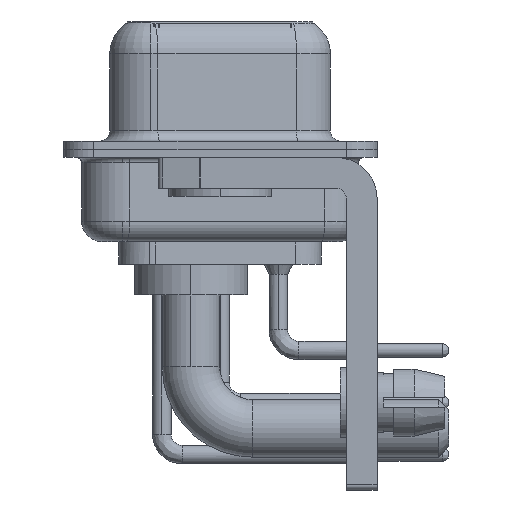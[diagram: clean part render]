
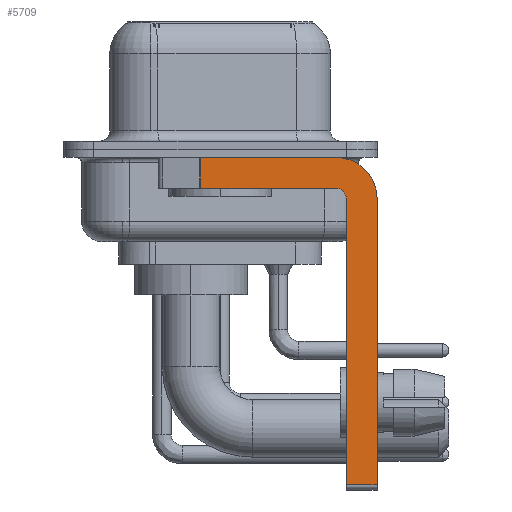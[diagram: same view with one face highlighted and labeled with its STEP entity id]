
A CAD part, left-side view. The second image highlights one B-rep face of the part: STEP entity #5709.
In plain terms, the highlighted planar face has unit normal (-1, 0, 0).
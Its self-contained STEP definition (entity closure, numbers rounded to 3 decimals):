
#57 = CARTESIAN_POINT ( 'NONE',  ( -2.9, -5.65, -16.35 ) ) ;
#1738 = AXIS2_PLACEMENT_3D ( 'NONE', #7026, #26269, #23097 ) ;
#1949 = EDGE_LOOP ( 'NONE', ( #23104, #7077, #26216, #26545, #2151, #7363, #29350, #8838 ) ) ;
#2151 = ORIENTED_EDGE ( 'NONE', *, *, #34554, .F. ) ;
#2454 = VERTEX_POINT ( 'NONE', #23511 ) ;
#2664 = CARTESIAN_POINT ( 'NONE',  ( -2.9, 0.978, -1.9 ) ) ;
#3231 = DIRECTION ( 'NONE',  ( 0., -1., 0. ) ) ;
#5121 = CARTESIAN_POINT ( 'NONE',  ( -2.9, -5.65, -1.9 ) ) ;
#5278 = EDGE_CURVE ( 'NONE', #9995, #17368, #30519, .T. ) ;
#5709 = ADVANCED_FACE ( 'NONE', ( #5965 ), #16744, .F. ) ;
#5965 = FACE_OUTER_BOUND ( 'NONE', #1949, .T. ) ;
#6317 = CARTESIAN_POINT ( 'NONE',  ( -2.9, -7.65, -2.4 ) ) ;
#6375 = CARTESIAN_POINT ( 'NONE',  ( -2.9, 0.978, -1.9 ) ) ;
#6535 = VECTOR ( 'NONE', #19754, 1000. ) ;
#7026 = CARTESIAN_POINT ( 'NONE',  ( -2.9, -5.65, -2.4 ) ) ;
#7077 = ORIENTED_EDGE ( 'NONE', *, *, #30531, .T. ) ;
#7363 = ORIENTED_EDGE ( 'NONE', *, *, #12421, .T. ) ;
#7441 = LINE ( 'NONE', #5121, #25839 ) ;
#8019 = LINE ( 'NONE', #57, #32414 ) ;
#8240 = VECTOR ( 'NONE', #20261, 1000. ) ;
#8771 = DIRECTION ( 'NONE',  ( 1., 0., 0. ) ) ;
#8838 = ORIENTED_EDGE ( 'NONE', *, *, #10916, .F. ) ;
#8989 = DIRECTION ( 'NONE',  ( 0., 0., -1. ) ) ;
#9995 = VERTEX_POINT ( 'NONE', #13153 ) ;
#10625 = CARTESIAN_POINT ( 'NONE',  ( -2.9, 0.978, -0.4 ) ) ;
#10916 = EDGE_CURVE ( 'NONE', #23448, #9995, #32188, .T. ) ;
#11557 = LINE ( 'NONE', #14387, #27620 ) ;
#11578 = CARTESIAN_POINT ( 'NONE',  ( -2.9, -7.65, -16.35 ) ) ;
#12421 = EDGE_CURVE ( 'NONE', #14753, #17368, #8019, .T. ) ;
#12998 = VERTEX_POINT ( 'NONE', #10625 ) ;
#13153 = CARTESIAN_POINT ( 'NONE',  ( -2.9, -7.65, -2.4 ) ) ;
#13636 = DIRECTION ( 'NONE',  ( 0., 0., -1. ) ) ;
#14387 = CARTESIAN_POINT ( 'NONE',  ( -2.9, -6.15, -16.6 ) ) ;
#14415 = CARTESIAN_POINT ( 'NONE',  ( -2.9, -5.65, -2.4 ) ) ;
#14753 = VERTEX_POINT ( 'NONE', #21352 ) ;
#14896 = EDGE_CURVE ( 'NONE', #12998, #23448, #22737, .T. ) ;
#16744 = PLANE ( 'NONE',  #34205 ) ;
#16981 = CIRCLE ( 'NONE', #1738, 0.5 ) ;
#17368 = VERTEX_POINT ( 'NONE', #11578 ) ;
#18853 = CARTESIAN_POINT ( 'NONE',  ( -2.9, -5.65, -1.9 ) ) ;
#19754 = DIRECTION ( 'NONE',  ( 0., -1., 0. ) ) ;
#20261 = DIRECTION ( 'NONE',  ( 0., 0., -1. ) ) ;
#21352 = CARTESIAN_POINT ( 'NONE',  ( -2.9, -6.15, -16.35 ) ) ;
#22316 = DIRECTION ( 'NONE',  ( 0., 0., 1. ) ) ;
#22737 = LINE ( 'NONE', #25211, #6535 ) ;
#23097 = DIRECTION ( 'NONE',  ( 0., 0., 1. ) ) ;
#23104 = ORIENTED_EDGE ( 'NONE', *, *, #14896, .F. ) ;
#23448 = VERTEX_POINT ( 'NONE', #23716 ) ;
#23511 = CARTESIAN_POINT ( 'NONE',  ( -2.9, -6.15, -2.4 ) ) ;
#23707 = AXIS2_PLACEMENT_3D ( 'NONE', #14415, #8771, #30492 ) ;
#23716 = CARTESIAN_POINT ( 'NONE',  ( -2.9, -5.65, -0.4 ) ) ;
#24342 = CARTESIAN_POINT ( 'NONE',  ( -2.9, -5.65, -2.4 ) ) ;
#24367 = VERTEX_POINT ( 'NONE', #6375 ) ;
#25132 = VECTOR ( 'NONE', #13636, 1000. ) ;
#25211 = CARTESIAN_POINT ( 'NONE',  ( -2.9, 3., -0.4 ) ) ;
#25839 = VECTOR ( 'NONE', #34465, 1000. ) ;
#26216 = ORIENTED_EDGE ( 'NONE', *, *, #33332, .F. ) ;
#26269 = DIRECTION ( 'NONE',  ( -1., 0., 0. ) ) ;
#26323 = EDGE_CURVE ( 'NONE', #2454, #27741, #16981, .T. ) ;
#26545 = ORIENTED_EDGE ( 'NONE', *, *, #26323, .F. ) ;
#27173 = DIRECTION ( 'NONE',  ( 1., 0., 0. ) ) ;
#27392 = LINE ( 'NONE', #2664, #25132 ) ;
#27620 = VECTOR ( 'NONE', #22316, 1000. ) ;
#27741 = VERTEX_POINT ( 'NONE', #18853 ) ;
#29350 = ORIENTED_EDGE ( 'NONE', *, *, #5278, .F. ) ;
#30492 = DIRECTION ( 'NONE',  ( 0., 0., -1. ) ) ;
#30519 = LINE ( 'NONE', #6317, #8240 ) ;
#30531 = EDGE_CURVE ( 'NONE', #12998, #24367, #27392, .T. ) ;
#32188 = CIRCLE ( 'NONE', #23707, 2. ) ;
#32414 = VECTOR ( 'NONE', #3231, 1000. ) ;
#33332 = EDGE_CURVE ( 'NONE', #27741, #24367, #7441, .T. ) ;
#34205 = AXIS2_PLACEMENT_3D ( 'NONE', #24342, #27173, #8989 ) ;
#34465 = DIRECTION ( 'NONE',  ( 0., 1., 0. ) ) ;
#34554 = EDGE_CURVE ( 'NONE', #14753, #2454, #11557, .T. ) ;
